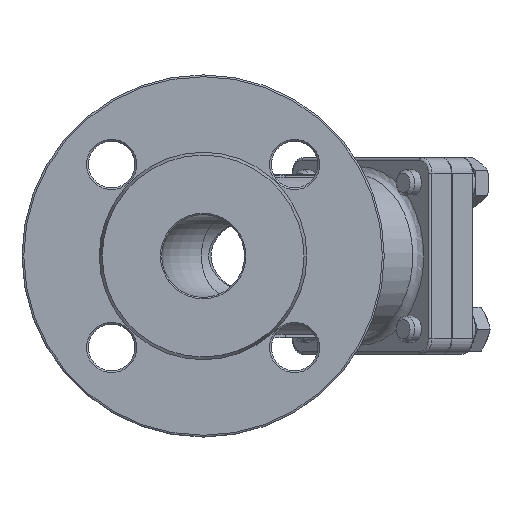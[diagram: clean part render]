
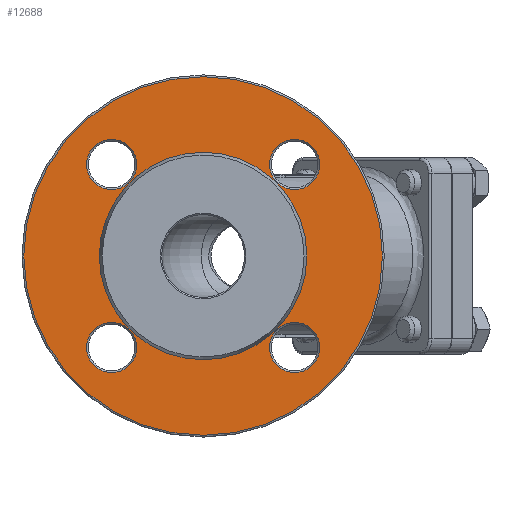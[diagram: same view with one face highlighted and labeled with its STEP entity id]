
A CAD part, left-side view. The second image highlights one B-rep face of the part: STEP entity #12688.
In plain terms, the highlighted planar face has unit normal (-1, 0, 0).
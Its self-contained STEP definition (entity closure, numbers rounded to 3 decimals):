
#14 = ORIENTED_EDGE ( 'NONE', *, *, #1401, .F. ) ;
#1068 = FACE_BOUND ( 'NONE', #7063, .T. ) ;
#1099 = DIRECTION ( 'NONE',  ( 0., 0., -1. ) ) ;
#1401 = EDGE_CURVE ( 'NONE', #14535, #14535, #19830, .T. ) ;
#1761 = ORIENTED_EDGE ( 'NONE', *, *, #16755, .T. ) ;
#1779 = CIRCLE ( 'NONE', #4140, 9.7 ) ;
#2323 = VERTEX_POINT ( 'NONE', #15548 ) ;
#2867 = AXIS2_PLACEMENT_3D ( 'NONE', #11828, #20765, #3143 ) ;
#2996 = ORIENTED_EDGE ( 'NONE', *, *, #25153, .T. ) ;
#3143 = DIRECTION ( 'NONE',  ( 0., 0., -1. ) ) ;
#3374 = ORIENTED_EDGE ( 'NONE', *, *, #24978, .T. ) ;
#3832 = CIRCLE ( 'NONE', #21159, 69.3 ) ;
#4140 = AXIS2_PLACEMENT_3D ( 'NONE', #25405, #12236, #9473 ) ;
#4370 = AXIS2_PLACEMENT_3D ( 'NONE', #5388, #5972, #1099 ) ;
#4605 = AXIS2_PLACEMENT_3D ( 'NONE', #28248, #26502, #23738 ) ;
#5388 = CARTESIAN_POINT ( 'NONE',  ( -65., -35.355, 35.355 ) ) ;
#5504 = EDGE_LOOP ( 'NONE', ( #2996 ) ) ;
#5972 = DIRECTION ( 'NONE',  ( 1., 0., 0. ) ) ;
#6251 = DIRECTION ( 'NONE',  ( 0., 0., -1. ) ) ;
#6755 = CIRCLE ( 'NONE', #20805, 9.7 ) ;
#7063 = EDGE_LOOP ( 'NONE', ( #14 ) ) ;
#7425 = FACE_BOUND ( 'NONE', #8959, .T. ) ;
#7574 = PLANE ( 'NONE',  #2867 ) ;
#7674 = AXIS2_PLACEMENT_3D ( 'NONE', #12081, #27690, #18923 ) ;
#7675 = CARTESIAN_POINT ( 'NONE',  ( -65., -35.355, 25.655 ) ) ;
#8959 = EDGE_LOOP ( 'NONE', ( #3374 ) ) ;
#8988 = VERTEX_POINT ( 'NONE', #20236 ) ;
#9115 = DIRECTION ( 'NONE',  ( 0., 0., -1. ) ) ;
#9473 = DIRECTION ( 'NONE',  ( 0., 0., -1. ) ) ;
#10012 = CIRCLE ( 'NONE', #4370, 9.7 ) ;
#10465 = EDGE_CURVE ( 'NONE', #23023, #23023, #10012, .T. ) ;
#11827 = EDGE_LOOP ( 'NONE', ( #16016 ) ) ;
#11828 = CARTESIAN_POINT ( 'NONE',  ( -65., 40.092, 0. ) ) ;
#12081 = CARTESIAN_POINT ( 'NONE',  ( -65., 0., 0. ) ) ;
#12236 = DIRECTION ( 'NONE',  ( 1., 0., 0. ) ) ;
#12688 = ADVANCED_FACE ( 'NONE', ( #15484, #17957, #25705, #27436, #7425, #1068 ), #7574, .F. ) ;
#13481 = CARTESIAN_POINT ( 'NONE',  ( -65., -35.355, -35.355 ) ) ;
#14535 = VERTEX_POINT ( 'NONE', #20994 ) ;
#15044 = ORIENTED_EDGE ( 'NONE', *, *, #10465, .T. ) ;
#15315 = CARTESIAN_POINT ( 'NONE',  ( -65., 0., 0. ) ) ;
#15484 = FACE_OUTER_BOUND ( 'NONE', #11827, .T. ) ;
#15548 = CARTESIAN_POINT ( 'NONE',  ( -65., 35.355, -45.055 ) ) ;
#16016 = ORIENTED_EDGE ( 'NONE', *, *, #27118, .T. ) ;
#16755 = EDGE_CURVE ( 'NONE', #23895, #23895, #6755, .T. ) ;
#17220 = CIRCLE ( 'NONE', #4605, 9.7 ) ;
#17957 = FACE_BOUND ( 'NONE', #5504, .T. ) ;
#18923 = DIRECTION ( 'NONE',  ( 0., 0., 1. ) ) ;
#19830 = CIRCLE ( 'NONE', #7674, 40.092 ) ;
#19947 = CARTESIAN_POINT ( 'NONE',  ( -65., 35.355, 25.655 ) ) ;
#20236 = CARTESIAN_POINT ( 'NONE',  ( -65., 0., -69.3 ) ) ;
#20765 = DIRECTION ( 'NONE',  ( 1., 0., 0. ) ) ;
#20805 = AXIS2_PLACEMENT_3D ( 'NONE', #13481, #26781, #9115 ) ;
#20861 = EDGE_LOOP ( 'NONE', ( #1761 ) ) ;
#20994 = CARTESIAN_POINT ( 'NONE',  ( -65., 0., 40.092 ) ) ;
#21159 = AXIS2_PLACEMENT_3D ( 'NONE', #15315, #24244, #6251 ) ;
#21846 = CARTESIAN_POINT ( 'NONE',  ( -65., -35.355, -45.055 ) ) ;
#23023 = VERTEX_POINT ( 'NONE', #7675 ) ;
#23738 = DIRECTION ( 'NONE',  ( 0., 0., -1. ) ) ;
#23895 = VERTEX_POINT ( 'NONE', #21846 ) ;
#24244 = DIRECTION ( 'NONE',  ( -1., 0., 0. ) ) ;
#24978 = EDGE_CURVE ( 'NONE', #2323, #2323, #1779, .T. ) ;
#25153 = EDGE_CURVE ( 'NONE', #26515, #26515, #17220, .T. ) ;
#25405 = CARTESIAN_POINT ( 'NONE',  ( -65., 35.355, -35.355 ) ) ;
#25705 = FACE_BOUND ( 'NONE', #27679, .T. ) ;
#26502 = DIRECTION ( 'NONE',  ( 1., 0., 0. ) ) ;
#26515 = VERTEX_POINT ( 'NONE', #19947 ) ;
#26781 = DIRECTION ( 'NONE',  ( 1., 0., 0. ) ) ;
#27118 = EDGE_CURVE ( 'NONE', #8988, #8988, #3832, .T. ) ;
#27436 = FACE_BOUND ( 'NONE', #20861, .T. ) ;
#27679 = EDGE_LOOP ( 'NONE', ( #15044 ) ) ;
#27690 = DIRECTION ( 'NONE',  ( -1., 0., 0. ) ) ;
#28248 = CARTESIAN_POINT ( 'NONE',  ( -65., 35.355, 35.355 ) ) ;
